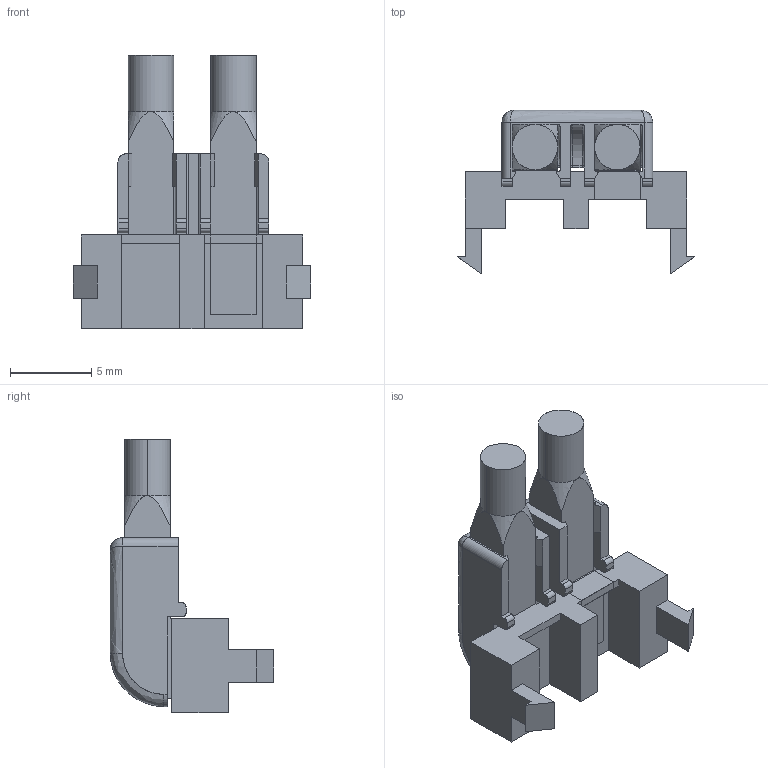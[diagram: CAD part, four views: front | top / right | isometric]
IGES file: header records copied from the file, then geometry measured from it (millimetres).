
Start section: SolidWorks IGES file using analytic representation for surfaces
Global section: file name: RLP2-200-500.IGS; native system: SolidWorks 2012; preprocessor: SolidWorks 2012; author: sraja; date: 120829.095914; units: inch
Bounding box: 14.66 x 10.09 x 16.9 mm (x, y, z)
Surface area: 1190.9 mm2 (no closed solid volume)
Topology: 0 solids, 0 shells, 147 faces, 1156 edges, 1154 vertices
Faces by surface type: bspline 100, revolution 47
